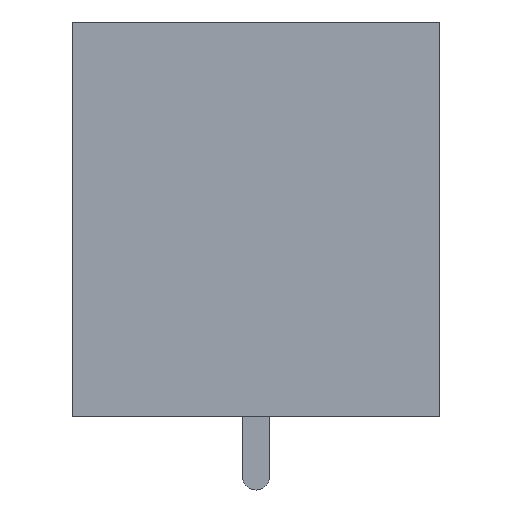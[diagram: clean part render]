
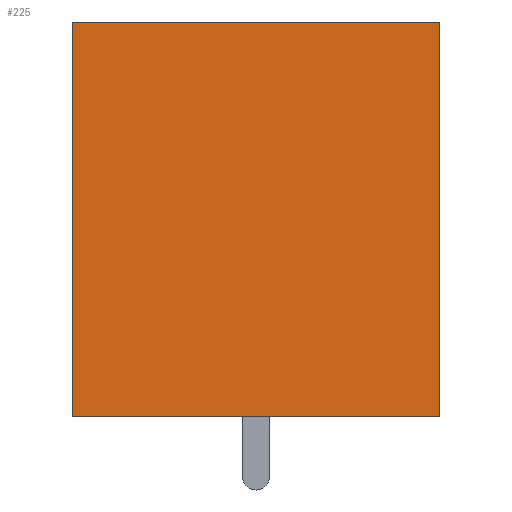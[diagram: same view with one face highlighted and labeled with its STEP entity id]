
A CAD part, front view. The second image highlights one B-rep face of the part: STEP entity #225.
In plain terms, the highlighted planar face has unit normal (0, -1, 0).
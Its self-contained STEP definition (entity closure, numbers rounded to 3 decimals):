
#225=ADVANCED_FACE('',(#543),#545,.T.);
#543=FACE_BOUND('',#544,.T.);
#544=EDGE_LOOP('',(#1128,#1129,#1130,#1131));
#545=PLANE('',#546);
#546=AXIS2_PLACEMENT_3D('',#547,#548,#549);
#547=CARTESIAN_POINT('',(-10.,-39.,0.));
#548=DIRECTION('',(0.,-1.,0.));
#549=DIRECTION('',(1.,0.,0.));
#1128=ORIENTED_EDGE('',*,*,#1475,.T.);
#1129=ORIENTED_EDGE('',*,*,#1384,.T.);
#1130=ORIENTED_EDGE('',*,*,#1447,.F.);
#1131=ORIENTED_EDGE('',*,*,#1372,.F.);
#1372=EDGE_CURVE('',#1609,#1611,#1612,.T.);
#1384=EDGE_CURVE('',#1635,#1633,#1636,.T.);
#1447=EDGE_CURVE('',#1611,#1633,#1751,.T.);
#1475=EDGE_CURVE('',#1609,#1635,#1779,.T.);
#1609=VERTEX_POINT('',#2003);
#1611=VERTEX_POINT('',#2007);
#1612=LINE('',#2008,#2009);
#1633=VERTEX_POINT('',#2052);
#1635=VERTEX_POINT('',#2056);
#1636=LINE('',#2057,#2058);
#1751=LINE('',#2558,#2559);
#1779=LINE('',#2642,#2643);
#2003=CARTESIAN_POINT('',(-10.,-39.,0.));
#2007=CARTESIAN_POINT('',(-10.,-39.,21.5));
#2008=CARTESIAN_POINT('',(-10.,-39.,0.));
#2009=VECTOR('',#2010,1.);
#2010=DIRECTION('',(0.,0.,1.));
#2052=CARTESIAN_POINT('',(10.,-39.,21.5));
#2056=CARTESIAN_POINT('',(10.,-39.,0.));
#2057=CARTESIAN_POINT('',(10.,-39.,0.));
#2058=VECTOR('',#2059,1.);
#2059=DIRECTION('',(0.,0.,1.));
#2558=CARTESIAN_POINT('',(-10.,-39.,21.5));
#2559=VECTOR('',#2560,1.);
#2560=DIRECTION('',(1.,0.,0.));
#2642=CARTESIAN_POINT('',(-10.,-39.,0.));
#2643=VECTOR('',#2644,1.);
#2644=DIRECTION('',(1.,0.,0.));
